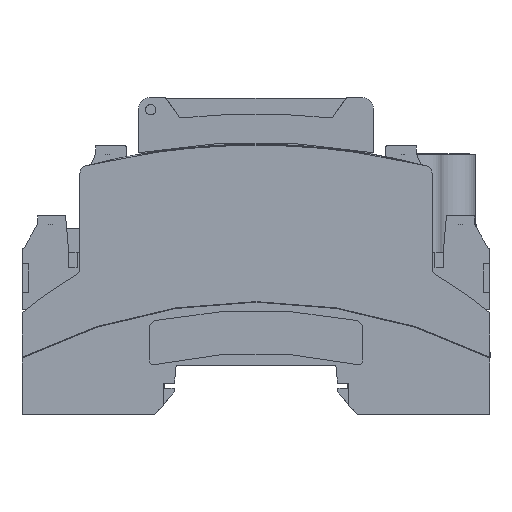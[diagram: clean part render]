
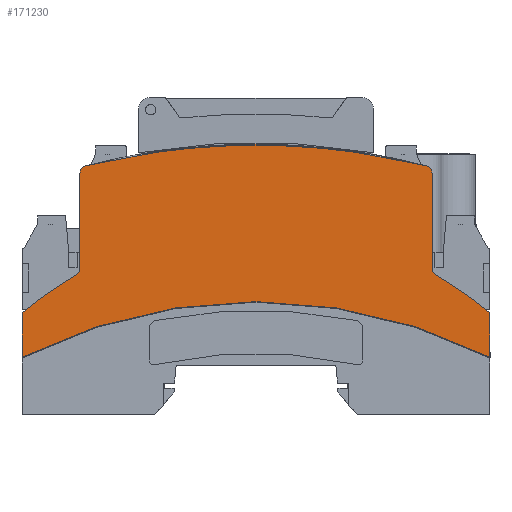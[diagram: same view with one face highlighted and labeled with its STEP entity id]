
A CAD part, left-side view. The second image highlights one B-rep face of the part: STEP entity #171230.
In plain terms, the highlighted planar face has unit normal (-1, 0, 0).
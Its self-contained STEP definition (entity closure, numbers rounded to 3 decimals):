
#153500=CARTESIAN_POINT('',(0.1,90.,
10.919));
#153510=VERTEX_POINT('',#153500);
#153560=CARTESIAN_POINT('',(0.1,45.15,
-77.9));
#153570=DIRECTION('',(-1.,0.,0.));
#153580=DIRECTION('',(0.,-1.,0.));
#153590=AXIS2_PLACEMENT_3D('',#153560,#153570,#153580);
#153600=CIRCLE('',#153590,99.5);
#153610=CARTESIAN_POINT('',(0.1,0.3,
10.919));
#153620=VERTEX_POINT('',#153610);
#153630=EDGE_CURVE('',#153620,#153510,#153600,.T.);
#161920=CARTESIAN_POINT('',(0.1,12.523,
47.629));
#161930=VERTEX_POINT('',#161920);
#161960=CARTESIAN_POINT('',(0.1,45.15,
-77.9));
#161970=DIRECTION('',(1.,0.,0.));
#161980=DIRECTION('',(0.,-1.,0.));
#161990=AXIS2_PLACEMENT_3D('',#161960,#161970,#161980);
#162000=CIRCLE('',#161990,129.7);
#162010=CARTESIAN_POINT('',(0.1,77.777,
47.629));
#162020=VERTEX_POINT('',#162010);
#162030=EDGE_CURVE('',#162020,#161930,#162000,.T.);
#163120=CARTESIAN_POINT('',(0.1,45.15,
36.45));
#163130=DIRECTION('',(-1.,0.,0.));
#163140=DIRECTION('',(0.,-1.,0.));
#163150=AXIS2_PLACEMENT_3D('',#163120,#163130,#163140);
#163160=PLANE('',#163150);
#166990=CARTESIAN_POINT('',(0.1,79.66,
26.652));
#167000=VERTEX_POINT('',#166990);
#167050=CARTESIAN_POINT('',(0.1,45.15,
-34.25));
#167060=DIRECTION('',(-1.,0.,0.));
#167070=DIRECTION('',(0.,-1.,0.));
#167080=AXIS2_PLACEMENT_3D('',#167050,#167060,#167070);
#167090=CIRCLE('',#167080,70.);
#167100=CARTESIAN_POINT('',(0.1,90.,
19.495));
#167110=VERTEX_POINT('',#167100);
#167120=EDGE_CURVE('',#167000,#167110,#167090,.T.);
#170470=CARTESIAN_POINT('',(0.1,0.3,
36.45));
#170480=DIRECTION('',(0.,0.,-1.));
#170490=VECTOR('',#170480,1.);
#170500=LINE('',#170470,#170490);
#170510=CARTESIAN_POINT('',(0.1,0.3,
19.495));
#170520=VERTEX_POINT('',#170510);
#170530=EDGE_CURVE('',#170520,#153620,#170500,.T.);
#170540=ORIENTED_EDGE('',*,*,#170530,.F.);
#170550=ORIENTED_EDGE('',*,*,#153630,.F.);
#170560=CARTESIAN_POINT('',(0.1,90.,
36.45));
#170570=DIRECTION('',(0.,0.,-1.));
#170580=VECTOR('',#170570,1.);
#170590=LINE('',#170560,#170580);
#170600=EDGE_CURVE('',#167110,#153510,#170590,.T.);
#170610=ORIENTED_EDGE('',*,*,#170600,.T.);
#170620=ORIENTED_EDGE('',*,*,#167120,.T.);
#170630=CARTESIAN_POINT('',(0.1,80.4,
27.957));
#170640=DIRECTION('',(-1.,0.,0.));
#170650=DIRECTION('',(0.,0.,1.));
#170660=AXIS2_PLACEMENT_3D('',#170630,#170640,#170650);
#170670=CIRCLE('',#170660,1.5);
#170680=CARTESIAN_POINT('',(0.1,78.9,
27.957));
#170690=VERTEX_POINT('',#170680);
#170700=EDGE_CURVE('',#167000,#170690,#170670,.T.);
#170710=ORIENTED_EDGE('',*,*,#170700,.F.);
#170720=CARTESIAN_POINT('',(0.1,78.9,
36.45));
#170730=DIRECTION('',(0.,0.,1.));
#170740=VECTOR('',#170730,1.);
#170750=LINE('',#170720,#170740);
#170760=CARTESIAN_POINT('',(0.1,78.9,
46.177));
#170770=VERTEX_POINT('',#170760);
#170780=EDGE_CURVE('',#170690,#170770,#170750,.T.);
#170790=ORIENTED_EDGE('',*,*,#170780,.F.);
#170800=CARTESIAN_POINT('',(0.1,77.4,
46.177));
#170810=DIRECTION('',(-1.,0.,0.));
#170820=DIRECTION('',(0.,1.,0.));
#170830=AXIS2_PLACEMENT_3D('',#170800,#170810,#170820);
#170840=CIRCLE('',#170830,1.5);
#170850=EDGE_CURVE('',#162020,#170770,#170840,.T.);
#170860=ORIENTED_EDGE('',*,*,#170850,.T.);
#170870=ORIENTED_EDGE('',*,*,#162030,.F.);
#170880=CARTESIAN_POINT('',(0.1,12.9,
46.177));
#170890=DIRECTION('',(-1.,0.,0.));
#170900=DIRECTION('',(0.,1.,0.));
#170910=AXIS2_PLACEMENT_3D('',#170880,#170890,#170900);
#170920=CIRCLE('',#170910,1.5);
#170930=CARTESIAN_POINT('',(0.1,11.4,
46.177));
#170940=VERTEX_POINT('',#170930);
#170950=EDGE_CURVE('',#170940,#161930,#170920,.T.);
#170960=ORIENTED_EDGE('',*,*,#170950,.T.);
#170970=CARTESIAN_POINT('',(0.1,11.4,
3.7));
#170980=DIRECTION('',(0.,0.,1.));
#170990=VECTOR('',#170980,1.);
#171000=LINE('',#170970,#170990);
#171010=CARTESIAN_POINT('',(0.1,11.4,
27.957));
#171020=VERTEX_POINT('',#171010);
#171030=EDGE_CURVE('',#171020,#170940,#171000,.T.);
#171040=ORIENTED_EDGE('',*,*,#171030,.T.);
#171050=CARTESIAN_POINT('',(0.1,9.9,
27.957));
#171060=DIRECTION('',(1.,0.,0.));
#171070=DIRECTION('',(0.,0.,-1.));
#171080=AXIS2_PLACEMENT_3D('',#171050,#171060,#171070);
#171090=CIRCLE('',#171080,1.5);
#171100=CARTESIAN_POINT('',(0.1,10.64,
26.652));
#171110=VERTEX_POINT('',#171100);
#171120=EDGE_CURVE('',#171110,#171020,#171090,.T.);
#171130=ORIENTED_EDGE('',*,*,#171120,.T.);
#171140=CARTESIAN_POINT('',(0.1,45.15,
-34.25));
#171150=DIRECTION('',(1.,0.,0.));
#171160=DIRECTION('',(0.,1.,0.));
#171170=AXIS2_PLACEMENT_3D('',#171140,#171150,#171160);
#171180=CIRCLE('',#171170,70.);
#171190=EDGE_CURVE('',#171110,#170520,#171180,.T.);
#171200=ORIENTED_EDGE('',*,*,#171190,.F.);
#171210=EDGE_LOOP('',(#171200,#171130,#171040,#170960,#170870,#170860,
#170790,#170710,#170620,#170610,#170550,#170540));
#171220=FACE_OUTER_BOUND('',#171210,.T.);
#171230=ADVANCED_FACE('',(#171220),#163160,.T.);
